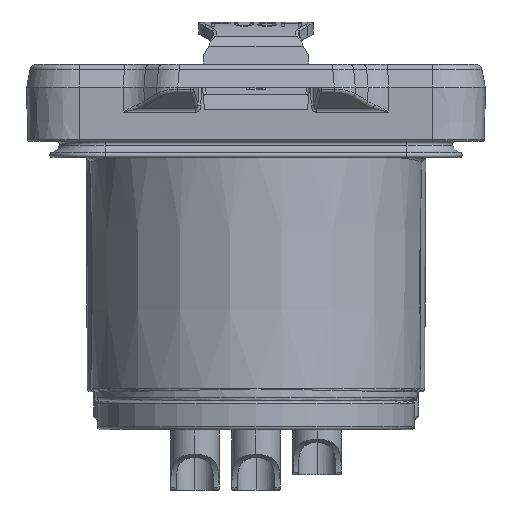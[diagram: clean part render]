
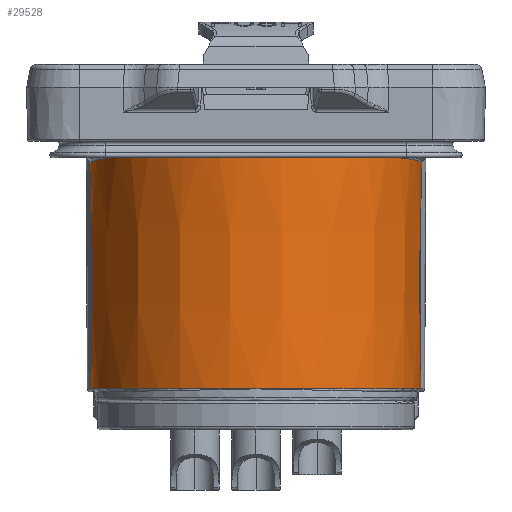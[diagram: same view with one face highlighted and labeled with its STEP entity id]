
A CAD part, front view. The second image highlights one B-rep face of the part: STEP entity #29528.
In plain terms, the highlighted conical face has half-angle 0.25 degrees and reference radius 10.965 mm.
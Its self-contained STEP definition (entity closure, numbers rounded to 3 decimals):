
#8436=CARTESIAN_POINT('',(0.,-0.75,
-19.401));
#8437=DIRECTION('',(0.,0.,-1.));
#8438=DIRECTION('',(0.984,0.181,0.));
#8439=AXIS2_PLACEMENT_3D('',#8436,#8437,#8438);
#8441=CARTESIAN_POINT('',(0.,-0.75,
-19.401));
#8442=DIRECTION('',(0.,0.,-1.));
#8443=DIRECTION('',(0.,-1.,0.));
#8444=AXIS2_PLACEMENT_3D('',#8441,#8442,#8443);
#8446=CARTESIAN_POINT('',(-10.751,1.223,
-19.401));
#8447=CARTESIAN_POINT('',(-10.758,1.222,
-17.884));
#8448=CARTESIAN_POINT('',(-10.772,1.22,
-14.765));
#8449=CARTESIAN_POINT('',(-10.794,1.216,
-9.961));
#8450=CARTESIAN_POINT('',(-10.81,1.214,
-6.421));
#8451=CARTESIAN_POINT('',(-10.819,1.213,
-4.587));
#8453=CARTESIAN_POINT('',(-10.819,1.213,
-4.587));
#8454=CARTESIAN_POINT('',(-10.914,0.687,
-4.551));
#8455=CARTESIAN_POINT('',(-11.028,-0.377,
-4.478));
#8456=CARTESIAN_POINT('',(-10.967,-1.97,
-4.369));
#8457=CARTESIAN_POINT('',(-10.676,-3.542,
-4.263));
#8458=CARTESIAN_POINT('',(-10.162,-5.052,
-4.162));
#8459=CARTESIAN_POINT('',(-9.434,-6.475,
-4.067));
#8460=CARTESIAN_POINT('',(-8.517,-7.77,
-3.982));
#8461=CARTESIAN_POINT('',(-7.396,-8.941,
-3.906));
#8462=CARTESIAN_POINT('',(-6.205,-9.868,
-3.845));
#8463=CARTESIAN_POINT('',(-5.078,-10.532,
-3.802));
#8464=CARTESIAN_POINT('',(-4.03,-11.003,
-3.772));
#8465=CARTESIAN_POINT('',(-3.06,-11.329,
-3.751));
#8466=CARTESIAN_POINT('',(-2.176,-11.543,
-3.737));
#8467=CARTESIAN_POINT('',(-1.374,-11.672,
-3.729));
#8468=CARTESIAN_POINT('',(-0.651,-11.737,
-3.725));
#8469=CARTESIAN_POINT('',(-0.209,-11.749,
-3.724));
#8470=CARTESIAN_POINT('',(0.,-11.749,
-3.724));
#8472=CARTESIAN_POINT('',(0.,-11.749,
-3.724));
#8473=CARTESIAN_POINT('',(0.518,-11.749,
-3.724));
#8474=CARTESIAN_POINT('',(1.552,-11.676,
-3.729));
#8475=CARTESIAN_POINT('',(3.066,-11.351,
-3.75));
#8476=CARTESIAN_POINT('',(4.522,-10.816,
-3.784));
#8477=CARTESIAN_POINT('',(5.888,-10.083,
-3.831));
#8478=CARTESIAN_POINT('',(7.14,-9.163,
-3.891));
#8479=CARTESIAN_POINT('',(8.246,-8.083,
-3.962));
#8480=CARTESIAN_POINT('',(9.201,-6.841,
-4.043));
#8481=CARTESIAN_POINT('',(9.95,-5.51,
-4.131));
#8482=CARTESIAN_POINT('',(10.457,-4.234,
-4.216));
#8483=CARTESIAN_POINT('',(10.768,-3.072,
-4.295));
#8484=CARTESIAN_POINT('',(10.938,-2.017,
-4.366));
#8485=CARTESIAN_POINT('',(11.003,-1.071,
-4.43));
#8486=CARTESIAN_POINT('',(10.993,-0.224,
-4.488));
#8487=CARTESIAN_POINT('',(10.928,0.534,
-4.54));
#8488=CARTESIAN_POINT('',(10.858,0.996,
-4.572));
#8489=CARTESIAN_POINT('',(10.819,1.214,-4.587));
#8491=CARTESIAN_POINT('',(10.751,1.224,-19.401));
#8492=CARTESIAN_POINT('',(10.758,1.223,-17.884));
#8493=CARTESIAN_POINT('',(10.772,1.221,-14.765));
#8494=CARTESIAN_POINT('',(10.794,1.217,-9.961));
#8495=CARTESIAN_POINT('',(10.81,1.215,-6.421));
#8496=CARTESIAN_POINT('',(10.819,1.214,-4.587));
#8672=CARTESIAN_POINT('',(10.751,1.224,-19.401));
#9166=CARTESIAN_POINT('',(-10.751,1.223,
-19.401));
#9181=CARTESIAN_POINT('',(-10.819,1.213,
-4.587));
#14415=CARTESIAN_POINT('',(0.,-11.749,
-3.724));
#14417=VERTEX_POINT('',#14415);
#14427=VERTEX_POINT('',#9181);
#14430=VERTEX_POINT('',#8489);
#14454=VERTEX_POINT('',#8672);
#14457=CARTESIAN_POINT('',(-0.001,-11.681,
-19.401));
#14458=VERTEX_POINT('',#14457);
#14461=VERTEX_POINT('',#9166);
#29511=CARTESIAN_POINT('',(0.,-0.75,
-11.562));
#29512=DIRECTION('',(0.,0.,1.));
#29513=DIRECTION('',(1.,0.,0.));
#29514=AXIS2_PLACEMENT_3D('',#29511,#29512,#29513);
#29515=CONICAL_SURFACE('',#29514,10.965,0.25);
#29517=ORIENTED_EDGE('',*,*,#29516,.T.);
#29519=ORIENTED_EDGE('',*,*,#29518,.T.);
#29521=ORIENTED_EDGE('',*,*,#29520,.T.);
#29522=ORIENTED_EDGE('',*,*,#29502,.T.);
#29523=ORIENTED_EDGE('',*,*,#29423,.T.);
#29525=ORIENTED_EDGE('',*,*,#29524,.F.);
#29526=EDGE_LOOP('',(#29517,#29519,#29521,#29522,#29523,#29525));
#29527=FACE_OUTER_BOUND('',#29526,.F.);
#29528=ADVANCED_FACE('',(#29527),#29515,.T.);
#8440=CIRCLE('',#8439,10.931);
#8445=CIRCLE('',#8444,10.931);
#8452=B_SPLINE_CURVE_WITH_KNOTS('',3,(#8446,#8447,#8448,#8449,#8450,#8451),
.UNSPECIFIED.,.F.,.F.,(4,1,1,4),(0.,0.333,0.667,1.),
.UNSPECIFIED.);
#8471=B_SPLINE_CURVE_WITH_KNOTS('',3,(#8453,#8454,#8455,#8456,#8457,#8458,#8459,
#8460,#8461,#8462,#8463,#8464,#8465,#8466,#8467,#8468,#8469,#8470),
.UNSPECIFIED.,.F.,.F.,(4,1,1,1,1,1,1,1,1,1,1,1,1,1,1,4),(0.,0.067,
0.133,0.2,0.267,0.333,0.4,
0.467,0.533,0.6,0.667,0.733,
0.8,0.867,0.933,1.),.UNSPECIFIED.);
#8490=B_SPLINE_CURVE_WITH_KNOTS('',3,(#8472,#8473,#8474,#8475,#8476,#8477,#8478,
#8479,#8480,#8481,#8482,#8483,#8484,#8485,#8486,#8487,#8488,#8489),
.UNSPECIFIED.,.F.,.F.,(4,1,1,1,1,1,1,1,1,1,1,1,1,1,1,4),(0.,0.067,
0.133,0.2,0.267,0.333,0.4,
0.467,0.533,0.6,0.667,0.733,
0.8,0.867,0.933,1.),.UNSPECIFIED.);
#8497=B_SPLINE_CURVE_WITH_KNOTS('',3,(#8491,#8492,#8493,#8494,#8495,#8496),
.UNSPECIFIED.,.F.,.F.,(4,1,1,4),(0.,0.333,0.667,1.),
.UNSPECIFIED.);
#29423=EDGE_CURVE('',#14417,#14430,#8490,.T.);
#29502=EDGE_CURVE('',#14427,#14417,#8471,.T.);
#29516=EDGE_CURVE('',#14454,#14458,#8440,.T.);
#29518=EDGE_CURVE('',#14458,#14461,#8445,.T.);
#29520=EDGE_CURVE('',#14461,#14427,#8452,.T.);
#29524=EDGE_CURVE('',#14454,#14430,#8497,.T.);
